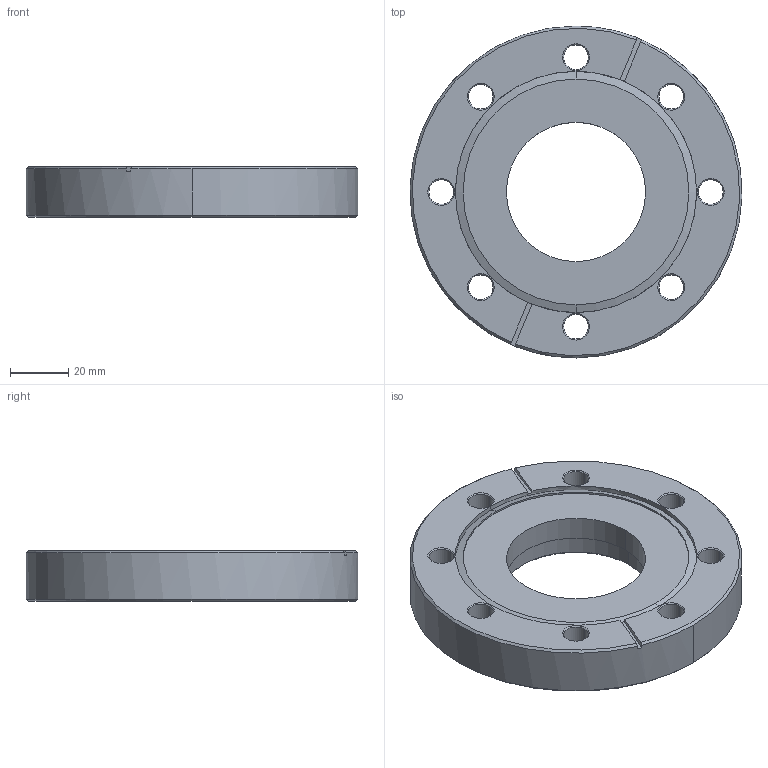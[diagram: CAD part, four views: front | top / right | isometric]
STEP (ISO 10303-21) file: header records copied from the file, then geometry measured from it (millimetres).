
FILE_DESCRIPTION((''),'2;1');
FILE_NAME('110020','2004-03-10T',('Rmunns'),(''),'PRO/ENGINEER BY PARAMETRIC TECHNOLOGY CORPORATION, 2001150','PRO/ENGINEER BY PARAMETRIC TECHNOLOGY CORPORATION, 2001150','');
FILE_SCHEMA(('CONFIG_CONTROL_DESIGN'));
Length unit declared in the file: inch
Products named in the file (1): 110020
Bounding box: 113.54 x 113.54 x 17.27 mm (x, y, z)
Volume: 129518.8 mm3; surface area: 28299.7 mm2
Topology: 1 solids, 1 shells, 77 faces, 182 edges, 108 vertices
Faces by surface type: cone 40, cylinder 26, plane 11
Entity records: 2302 total; most frequent: DIRECTION 422, CARTESIAN_POINT 399, ORIENTED_EDGE 364, EDGE_CURVE 182, AXIS2_PLACEMENT_3D 171, VERTEX_POINT 108, EDGE_LOOP 96, CIRCLE 94
